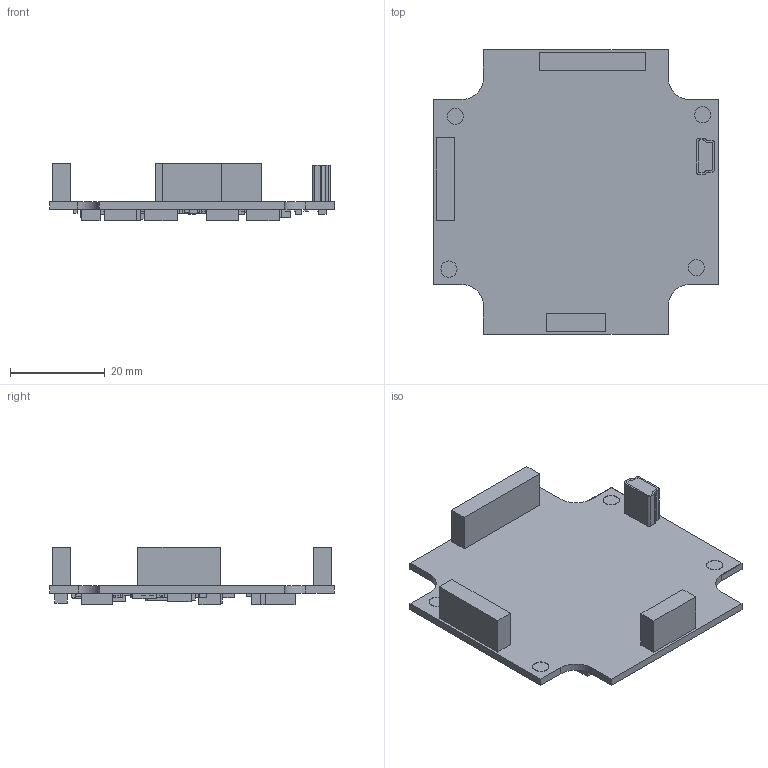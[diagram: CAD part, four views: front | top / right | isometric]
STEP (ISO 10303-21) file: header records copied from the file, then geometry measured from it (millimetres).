
FILE_DESCRIPTION(('STEP AP214'),'1');
FILE_NAME('07003410_TMCM-1161_V10.step','2016-07-26T08:54:16',(' '),(' '),'Spatial InterOp 3D',' ',' ');
FILE_SCHEMA(('automotive_design'));
Length unit declared in the file: millimetre
Products named in the file (49): 1; 2; 3; 4; 5; 6; 7; 8; 9; 10; 11; 12; 13; 14; 15; 16; 17; 18; 19; 20; 21; 22; 23; 24; 25; 26; 27; 28; 29; 30; 31; 32; 33; 34; 35; 36; 37; 38; 39; 40 ...
Bounding box: 60.08 x 60 x 12.16 mm (x, y, z)
Volume: 8611.1 mm3; surface area: 10397 mm2
Topology: 49 solids, 49 shells, 914 faces, 2085 edges, 1390 vertices
Faces by surface type: plane 842, cylinder 72
Entity records: 33717 total; most frequent: CARTESIAN_POINT 4438, ORIENTED_EDGE 4170, DIRECTION 4159, EDGE_CURVE 2085, LINE 1937, VECTOR 1937, VERTEX_POINT 1390, AXIS2_PLACEMENT_3D 1111
